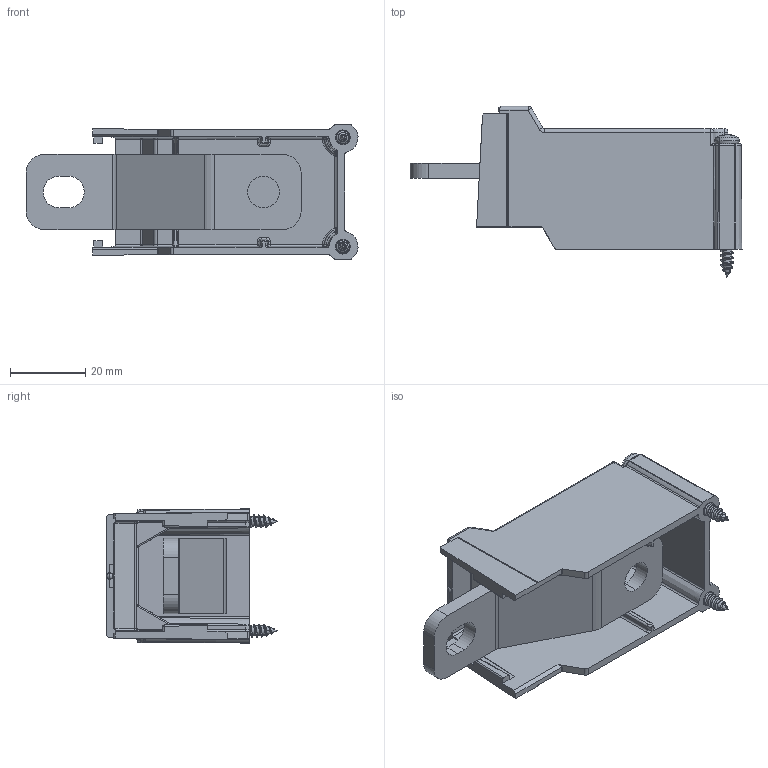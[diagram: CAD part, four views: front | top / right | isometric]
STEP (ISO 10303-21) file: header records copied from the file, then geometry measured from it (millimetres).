
FILE_DESCRIPTION (( 'STEP AP214' ), '1' );
FILE_NAME ('2CCG000050R0001.STEP', '2021-11-23T14:56:17', ( '' ), ( '' ), 'SwSTEP 2.0', 'SolidWorks 2018', '' );
FILE_SCHEMA (( 'AUTOMOTIVE_DESIGN' ));
Length unit declared in the file: millimetre
Products named in the file (5): 2CCR215104A0001; 2CCR215102M0001; 2CCG000050R0001; 2CCR215100K1001; 2CCR215096M0001
Assembly tree (5 placements, depth 3):
  2CCG000050R0001
    2CCR215104A0001
      2CCR215100K1001
      2CCR215096M0001  x2
    2CCR215102M0001
Bounding box: 88.09 x 45.4 x 35.6 mm (x, y, z)
Volume: 21125.5 mm3; surface area: 20068.1 mm2
Topology: 4 solids, 4 shells, 550 faces, 1379 edges, 801 vertices
Faces by surface type: plane 237, cylinder 144, bspline 74, cone 50, sphere 29, torus 16
Entity records: 15488 total; most frequent: CARTESIAN_POINT 5976, ORIENTED_EDGE 2098, DIRECTION 1777, EDGE_CURVE 1049, AXIS2_PLACEMENT_3D 640, VERTEX_POINT 628, VECTOR 497, LINE 497
